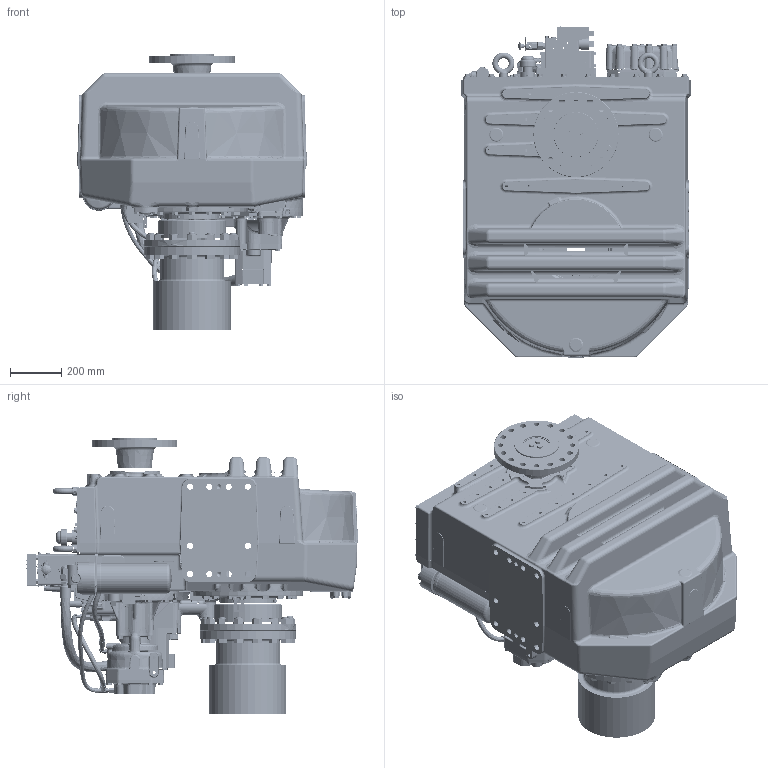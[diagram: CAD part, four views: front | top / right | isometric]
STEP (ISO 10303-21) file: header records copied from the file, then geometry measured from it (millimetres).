
FILE_DESCRIPTION (( 'STEP AP214' ), '1' );
FILE_NAME ('1026064S.step', '2021-11-17T19:18:47', ( 'TDI' ), ( 'Twin Disc Inc' ), 'SwSTEP 2.0', 'SolidWorks 2019', '' );
FILE_SCHEMA (( 'AUTOMOTIVE_DESIGN' ));
Length unit declared in the file: millimetre
Products named in the file (1): 1026064S
Bounding box: 893 x 1291.85 x 1074.94 mm (x, y, z)
Surface area: 8239555.2 mm2 (no closed solid volume)
Topology: 0 solids, 1147 shells, 7760 faces, 29297 edges, 21691 vertices
Faces by surface type: plane 2597, cylinder 2381, bspline 1114, cone 846, torus 660, sphere 162
Entity records: 526363 total; most frequent: CARTESIAN_POINT 212095, DIRECTION 45643, ORIENTED_EDGE 41792, EDGE_CURVE 29143, VERTEX_POINT 21683, AXIS2_PLACEMENT_3D 17558, CIRCLE 10911, LINE 10527
